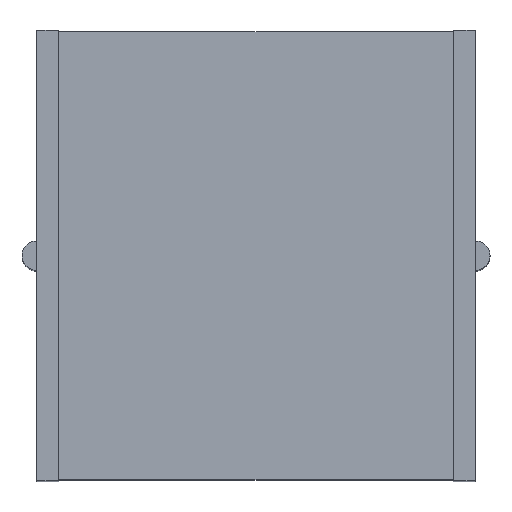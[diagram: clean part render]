
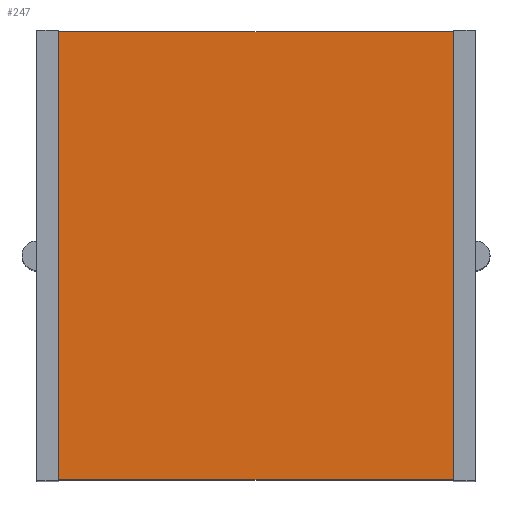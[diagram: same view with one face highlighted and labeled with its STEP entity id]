
A CAD part, top view. The second image highlights one B-rep face of the part: STEP entity #247.
In plain terms, the highlighted planar face has unit normal (0, 0, 1).
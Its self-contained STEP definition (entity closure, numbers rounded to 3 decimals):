
#13=DIRECTION('',(0.,0.,1.));
#27=DIRECTION('',(1.,0.,0.));
#80=VECTOR('',#81,1.);
#81=DIRECTION('',(0.,1.,0.));
#87=VECTOR('',#27,1.);
#166=VERTEX_POINT('',#167);
#167=CARTESIAN_POINT('',(0.375,-3.83,7.98));
#170=EDGE_CURVE('',#166,#171,#173,.T.);
#171=VERTEX_POINT('',#172);
#172=CARTESIAN_POINT('',(0.375,3.83,7.98));
#173=LINE('',#167,#80);
#209=ORIENTED_EDGE('',*,*,#210,.T.);
#210=EDGE_CURVE('',#166,#211,#213,.T.);
#211=VERTEX_POINT('',#212);
#212=CARTESIAN_POINT('',(7.125,-3.83,7.98));
#213=LINE('',#167,#87);
#238=EDGE_CURVE('',#171,#239,#241,.T.);
#239=VERTEX_POINT('',#240);
#240=CARTESIAN_POINT('',(7.125,3.83,7.98));
#241=LINE('',#172,#87);
#247=ADVANCED_FACE('',(#248),#255,.T.);
#248=FACE_BOUND('',#249,.T.);
#249=EDGE_LOOP('',(#250,#209,#251,#254));
#250=ORIENTED_EDGE('',*,*,#170,.F.);
#251=ORIENTED_EDGE('',*,*,#252,.T.);
#252=EDGE_CURVE('',#211,#239,#253,.T.);
#253=LINE('',#212,#80);
#254=ORIENTED_EDGE('',*,*,#238,.F.);
#255=PLANE('',#256);
#256=AXIS2_PLACEMENT_3D('',#167,#13,#27);
